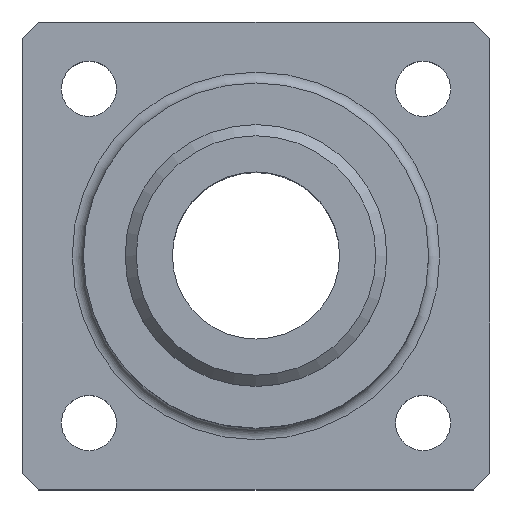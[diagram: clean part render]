
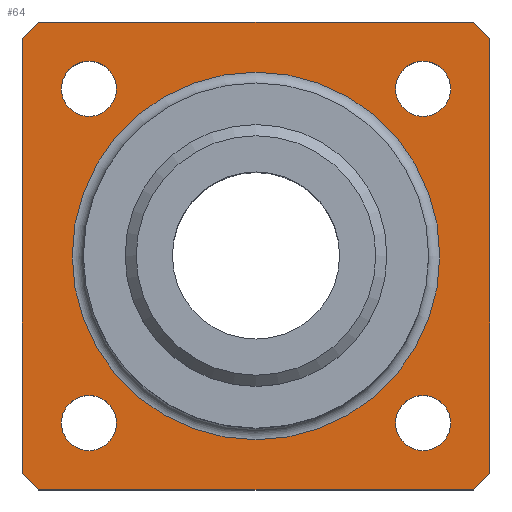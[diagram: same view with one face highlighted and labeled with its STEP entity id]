
A CAD part, top view. The second image highlights one B-rep face of the part: STEP entity #64.
In plain terms, the highlighted planar face has unit normal (0, 0, 1).
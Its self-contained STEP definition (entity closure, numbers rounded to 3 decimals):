
#64 = ADVANCED_FACE( '', ( #142, #143, #144, #145, #146, #147 ), #148, .T. );
#142 = FACE_OUTER_BOUND( '', #245, .T. );
#143 = FACE_BOUND( '', #246, .T. );
#144 = FACE_BOUND( '', #247, .T. );
#145 = FACE_BOUND( '', #248, .T. );
#146 = FACE_BOUND( '', #249, .T. );
#147 = FACE_BOUND( '', #250, .T. );
#148 = PLANE( '', #251 );
#245 = EDGE_LOOP( '', ( #367, #368, #369, #370, #371, #372, #373, #374 ) );
#246 = EDGE_LOOP( '', ( #375 ) );
#247 = EDGE_LOOP( '', ( #376 ) );
#248 = EDGE_LOOP( '', ( #377 ) );
#249 = EDGE_LOOP( '', ( #378 ) );
#250 = EDGE_LOOP( '', ( #379 ) );
#251 = AXIS2_PLACEMENT_3D( '', #380, #381, #382 );
#367 = ORIENTED_EDGE( '', *, *, #523, .T. );
#368 = ORIENTED_EDGE( '', *, *, #515, .T. );
#369 = ORIENTED_EDGE( '', *, *, #503, .T. );
#370 = ORIENTED_EDGE( '', *, *, #524, .T. );
#371 = ORIENTED_EDGE( '', *, *, #508, .T. );
#372 = ORIENTED_EDGE( '', *, *, #525, .T. );
#373 = ORIENTED_EDGE( '', *, *, #526, .T. );
#374 = ORIENTED_EDGE( '', *, *, #527, .T. );
#375 = ORIENTED_EDGE( '', *, *, #498, .F. );
#376 = ORIENTED_EDGE( '', *, *, #518, .F. );
#377 = ORIENTED_EDGE( '', *, *, #528, .F. );
#378 = ORIENTED_EDGE( '', *, *, #529, .F. );
#379 = ORIENTED_EDGE( '', *, *, #530, .T. );
#380 = CARTESIAN_POINT( '', ( 0., 0., 14. ) );
#381 = DIRECTION( '', ( 0., 0., 1. ) );
#382 = DIRECTION( '', ( 1., 0., 0. ) );
#498 = EDGE_CURVE( '', #567, #567, #568, .T. );
#503 = EDGE_CURVE( '', #577, #575, #578, .T. );
#508 = EDGE_CURVE( '', #586, #584, #587, .T. );
#515 = EDGE_CURVE( '', #597, #577, #598, .T. );
#518 = EDGE_CURVE( '', #601, #601, #602, .T. );
#523 = EDGE_CURVE( '', #609, #597, #610, .T. );
#524 = EDGE_CURVE( '', #575, #586, #611, .T. );
#525 = EDGE_CURVE( '', #584, #612, #613, .T. );
#526 = EDGE_CURVE( '', #612, #614, #615, .T. );
#527 = EDGE_CURVE( '', #614, #609, #616, .T. );
#528 = EDGE_CURVE( '', #617, #617, #618, .T. );
#529 = EDGE_CURVE( '', #619, #619, #620, .T. );
#530 = EDGE_CURVE( '', #621, #621, #622, .T. );
#567 = VERTEX_POINT( '', #669 );
#568 = CIRCLE( '', #670, 4.95 );
#575 = VERTEX_POINT( '', #678 );
#577 = VERTEX_POINT( '', #681 );
#578 = LINE( '', #682, #683 );
#584 = VERTEX_POINT( '', #691 );
#586 = VERTEX_POINT( '', #694 );
#587 = LINE( '', #695, #696 );
#597 = VERTEX_POINT( '', #708 );
#598 = LINE( '', #709, #710 );
#601 = VERTEX_POINT( '', #714 );
#602 = CIRCLE( '', #715, 4.95 );
#609 = VERTEX_POINT( '', #722 );
#610 = LINE( '', #723, #724 );
#611 = LINE( '', #725, #726 );
#612 = VERTEX_POINT( '', #727 );
#613 = LINE( '', #728, #729 );
#614 = VERTEX_POINT( '', #730 );
#615 = LINE( '', #731, #732 );
#616 = LINE( '', #733, #734 );
#617 = VERTEX_POINT( '', #735 );
#618 = CIRCLE( '', #736, 4.95 );
#619 = VERTEX_POINT( '', #737 );
#620 = CIRCLE( '', #738, 4.95 );
#621 = VERTEX_POINT( '', #739 );
#622 = CIRCLE( '', #740, 33. );
#669 = CARTESIAN_POINT( '', ( 34.95, 72., 14. ) );
#670 = AXIS2_PLACEMENT_3D( '', #795, #796, #797 );
#678 = CARTESIAN_POINT( '', ( -39., 0., 14. ) );
#681 = CARTESIAN_POINT( '', ( -42., 3., 14. ) );
#682 = CARTESIAN_POINT( '', ( -42., 3., 14. ) );
#683 = VECTOR( '', #803, 1000. );
#691 = CARTESIAN_POINT( '', ( 42., 3., 14. ) );
#694 = CARTESIAN_POINT( '', ( 39., 0., 14. ) );
#695 = CARTESIAN_POINT( '', ( 39., 0., 14. ) );
#696 = VECTOR( '', #807, 1000. );
#708 = CARTESIAN_POINT( '', ( -42., 81., 14. ) );
#709 = CARTESIAN_POINT( '', ( -42., 81., 14. ) );
#710 = VECTOR( '', #816, 1000. );
#714 = CARTESIAN_POINT( '', ( 34.95, 12., 14. ) );
#715 = AXIS2_PLACEMENT_3D( '', #818, #819, #820 );
#722 = CARTESIAN_POINT( '', ( -39., 84., 14. ) );
#723 = CARTESIAN_POINT( '', ( -39., 84., 14. ) );
#724 = VECTOR( '', #827, 1000. );
#725 = CARTESIAN_POINT( '', ( -39., 0., 14. ) );
#726 = VECTOR( '', #828, 1000. );
#727 = CARTESIAN_POINT( '', ( 42., 81., 14. ) );
#728 = CARTESIAN_POINT( '', ( 42., 3., 14. ) );
#729 = VECTOR( '', #829, 1000. );
#730 = CARTESIAN_POINT( '', ( 39., 84., 14. ) );
#731 = CARTESIAN_POINT( '', ( 42., 81., 14. ) );
#732 = VECTOR( '', #830, 1000. );
#733 = CARTESIAN_POINT( '', ( 39., 84., 14. ) );
#734 = VECTOR( '', #831, 1000. );
#735 = CARTESIAN_POINT( '', ( -25.05, 72., 14. ) );
#736 = AXIS2_PLACEMENT_3D( '', #832, #833, #834 );
#737 = CARTESIAN_POINT( '', ( -25.05, 12., 14. ) );
#738 = AXIS2_PLACEMENT_3D( '', #835, #836, #837 );
#739 = CARTESIAN_POINT( '', ( -33., 42., 14. ) );
#740 = AXIS2_PLACEMENT_3D( '', #838, #839, #840 );
#795 = CARTESIAN_POINT( '', ( 30., 72., 14. ) );
#796 = DIRECTION( '', ( 0., 0., 1. ) );
#797 = DIRECTION( '', ( 1., 0., 0. ) );
#803 = DIRECTION( '', ( 0.707, -0.707, 0. ) );
#807 = DIRECTION( '', ( 0.707, 0.707, 0. ) );
#816 = DIRECTION( '', ( 0., -1., 0. ) );
#818 = CARTESIAN_POINT( '', ( 30., 12., 14. ) );
#819 = DIRECTION( '', ( 0., 0., 1. ) );
#820 = DIRECTION( '', ( 1., 0., 0. ) );
#827 = DIRECTION( '', ( -0.707, -0.707, 0. ) );
#828 = DIRECTION( '', ( 1., 0., 0. ) );
#829 = DIRECTION( '', ( 0., 1., 0. ) );
#830 = DIRECTION( '', ( -0.707, 0.707, 0. ) );
#831 = DIRECTION( '', ( -1., 0., 0. ) );
#832 = CARTESIAN_POINT( '', ( -30., 72., 14. ) );
#833 = DIRECTION( '', ( 0., 0., 1. ) );
#834 = DIRECTION( '', ( 1., 0., 0. ) );
#835 = CARTESIAN_POINT( '', ( -30., 12., 14. ) );
#836 = DIRECTION( '', ( 0., 0., 1. ) );
#837 = DIRECTION( '', ( 1., 0., 0. ) );
#838 = CARTESIAN_POINT( '', ( 0., 42., 14. ) );
#839 = DIRECTION( '', ( 0., 0., -1. ) );
#840 = DIRECTION( '', ( -1., 0., 0. ) );
